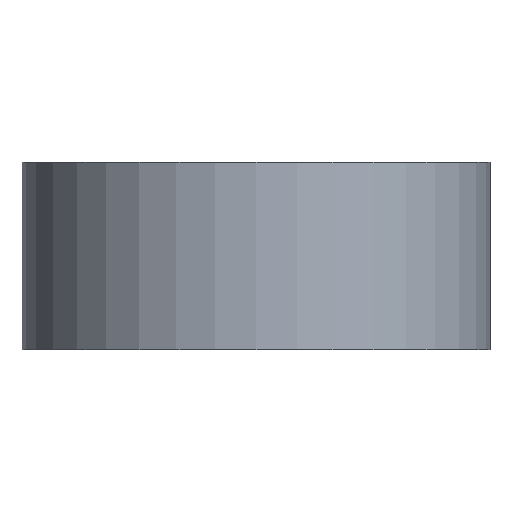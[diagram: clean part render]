
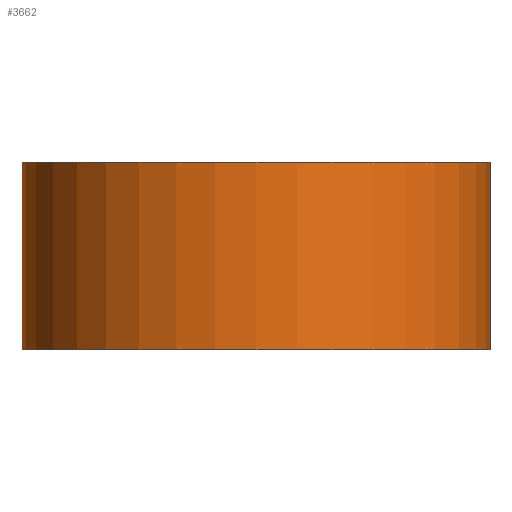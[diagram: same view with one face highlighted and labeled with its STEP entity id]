
A CAD part, front view. The second image highlights one B-rep face of the part: STEP entity #3662.
In plain terms, the highlighted cylindrical face has radius 50 mm (diameter 100 mm), a partial arc.
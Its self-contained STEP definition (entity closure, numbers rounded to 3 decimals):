
#44 = DIRECTION ( 'NONE',  ( 0., 0., 1. ) ) ;
#285 = DIRECTION ( 'NONE',  ( 0., 0., 1. ) ) ;
#288 = CARTESIAN_POINT ( 'NONE',  ( -206.664, -58.129, -63.192 ) ) ;
#307 = DIRECTION ( 'NONE',  ( 0., 0., 1. ) ) ;
#426 = CARTESIAN_POINT ( 'NONE',  ( -106.664, -58.129, -23.192 ) ) ;
#498 = AXIS2_PLACEMENT_3D ( 'NONE', #1306, #285, #6486 ) ;
#524 = DIRECTION ( 'NONE',  ( 1., 0., 0. ) ) ;
#601 = ORIENTED_EDGE ( 'NONE', *, *, #2361, .F. ) ;
#704 = CIRCLE ( 'NONE', #6601, 50. ) ;
#1069 = CARTESIAN_POINT ( 'NONE',  ( -106.664, -58.129, -43.192 ) ) ;
#1306 = CARTESIAN_POINT ( 'NONE',  ( -156.664, -58.129, -43.192 ) ) ;
#1422 = ORIENTED_EDGE ( 'NONE', *, *, #4814, .F. ) ;
#1602 = CARTESIAN_POINT ( 'NONE',  ( -156.664, -58.129, -63.192 ) ) ;
#1621 = VERTEX_POINT ( 'NONE', #426 ) ;
#1897 = CARTESIAN_POINT ( 'NONE',  ( -106.664, -58.129, -63.192 ) ) ;
#1922 = DIRECTION ( 'NONE',  ( 0., 0., 1. ) ) ;
#2081 = VERTEX_POINT ( 'NONE', #288 ) ;
#2361 = EDGE_CURVE ( 'NONE', #2081, #5571, #3289, .T. ) ;
#2403 = CARTESIAN_POINT ( 'NONE',  ( -156.664, -58.129, -23.192 ) ) ;
#2428 = CARTESIAN_POINT ( 'NONE',  ( -206.664, -58.129, -23.192 ) ) ;
#2432 = ORIENTED_EDGE ( 'NONE', *, *, #6489, .T. ) ;
#2635 = VERTEX_POINT ( 'NONE', #1897 ) ;
#3266 = AXIS2_PLACEMENT_3D ( 'NONE', #1602, #4638, #524 ) ;
#3289 = LINE ( 'NONE', #3418, #6259 ) ;
#3418 = CARTESIAN_POINT ( 'NONE',  ( -206.664, -58.129, -43.192 ) ) ;
#3662 = ADVANCED_FACE ( 'NONE', ( #6451 ), #4930, .T. ) ;
#3732 = ORIENTED_EDGE ( 'NONE', *, *, #5845, .T. ) ;
#3937 = EDGE_LOOP ( 'NONE', ( #601, #2432, #3732, #1422 ) ) ;
#4127 = LINE ( 'NONE', #1069, #5335 ) ;
#4638 = DIRECTION ( 'NONE',  ( 0., 0., 1. ) ) ;
#4814 = EDGE_CURVE ( 'NONE', #5571, #1621, #704, .T. ) ;
#4930 = CYLINDRICAL_SURFACE ( 'NONE', #498, 50. ) ;
#4993 = DIRECTION ( 'NONE',  ( 1., 0., 0. ) ) ;
#5335 = VECTOR ( 'NONE', #44, 1000. ) ;
#5571 = VERTEX_POINT ( 'NONE', #2428 ) ;
#5845 = EDGE_CURVE ( 'NONE', #2635, #1621, #4127, .T. ) ;
#6180 = CIRCLE ( 'NONE', #3266, 50. ) ;
#6259 = VECTOR ( 'NONE', #307, 1000. ) ;
#6451 = FACE_OUTER_BOUND ( 'NONE', #3937, .T. ) ;
#6486 = DIRECTION ( 'NONE',  ( 1., 0., 0. ) ) ;
#6489 = EDGE_CURVE ( 'NONE', #2081, #2635, #6180, .T. ) ;
#6601 = AXIS2_PLACEMENT_3D ( 'NONE', #2403, #1922, #4993 ) ;
